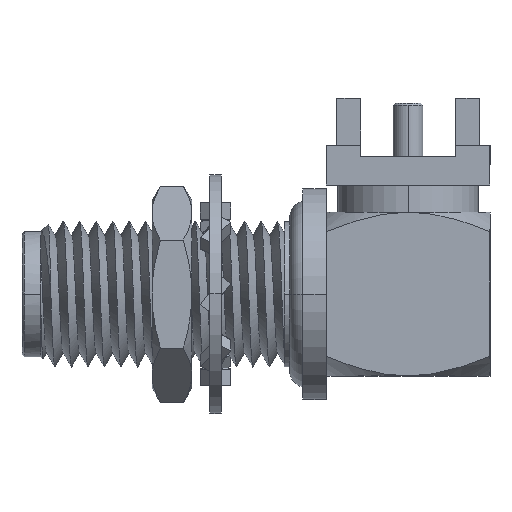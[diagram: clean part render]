
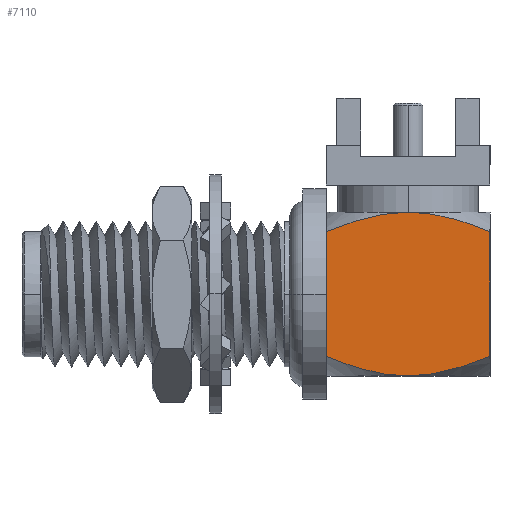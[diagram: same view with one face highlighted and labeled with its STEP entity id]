
A CAD part, top view. The second image highlights one B-rep face of the part: STEP entity #7110.
In plain terms, the highlighted planar face has unit normal (0, 0, 1).
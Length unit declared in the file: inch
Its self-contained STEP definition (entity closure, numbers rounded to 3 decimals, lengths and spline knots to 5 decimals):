
#7 = CARTESIAN_POINT ( 'NONE',  ( 0.03295, -0.1378, 0.1378 ) ) ;
#334 = CARTESIAN_POINT ( 'NONE',  ( 0.25167, -0.11568, 0.1378 ) ) ;
#823 = CARTESIAN_POINT ( 'NONE',  ( 0.1378, -0.1378, 0.1378 ) ) ;
#894 = CARTESIAN_POINT ( 'NONE',  ( 0.25978, -0.09334, 0.1378 ) ) ;
#1204 = CARTESIAN_POINT ( 'NONE',  ( 0.24264, -0.1378, 0.1378 ) ) ;
#1722 = CARTESIAN_POINT ( 'NONE',  ( 0.03295, -0.1378, 0.1378 ) ) ;
#1949 = B_SPLINE_CURVE_WITH_KNOTS ( 'NONE', 3,
 ( #19839, #334, #894, #5210, #2718, #7293 ),
 .UNSPECIFIED., .F., .F.,
 ( 4, 2, 4 ),
 ( 0., 0.0018, 0.0036 ),
 .UNSPECIFIED. ) ;
#2718 = CARTESIAN_POINT ( 'NONE',  ( 0.27559, -0.02428, 0.1378 ) ) ;
#3318 = VERTEX_POINT ( 'NONE', #20697 ) ;
#3617 = ORIENTED_EDGE ( 'NONE', *, *, #7500, .T. ) ;
#3872 = LINE ( 'NONE', #22793, #19041 ) ;
#4203 = CARTESIAN_POINT ( 'NONE',  ( 0.24264, 0.1378, 0.1378 ) ) ;
#4891 = EDGE_LOOP ( 'NONE', ( #5065, #3617, #23387, #12532, #9053, #9516 ) ) ;
#5065 = ORIENTED_EDGE ( 'NONE', *, *, #11720, .T. ) ;
#5210 = CARTESIAN_POINT ( 'NONE',  ( 0.27179, -0.04765, 0.1378 ) ) ;
#5272 = EDGE_CURVE ( 'NONE', #20255, #23138, #3872, .T. ) ;
#5869 = CARTESIAN_POINT ( 'NONE',  ( 0.27559, 0., 0.1378 ) ) ;
#5940 = VERTEX_POINT ( 'NONE', #1204 ) ;
#6139 = CARTESIAN_POINT ( 'NONE',  ( 0.25983, 0.0932, 0.1378 ) ) ;
#6552 = CARTESIAN_POINT ( 'NONE',  ( 0., -0.02399, 0.1378 ) ) ;
#7110 = ADVANCED_FACE ( 'NONE', ( #26210 ), #7177, .T. ) ;
#7177 = PLANE ( 'NONE',  #11077 ) ;
#7293 = CARTESIAN_POINT ( 'NONE',  ( 0.27559, 0., 0.1378 ) ) ;
#7500 = EDGE_CURVE ( 'NONE', #21632, #20255, #24305, .T. ) ;
#7547 = EDGE_CURVE ( 'NONE', #3318, #15146, #19731, .T. ) ;
#7582 = DIRECTION ( 'NONE',  ( 0., -1., 0. ) ) ;
#7722 = DIRECTION ( 'NONE',  ( 0., 0., 1. ) ) ;
#8227 = CARTESIAN_POINT ( 'NONE',  ( 0.27186, 0.04733, 0.1378 ) ) ;
#8509 = CARTESIAN_POINT ( 'NONE',  ( 0., 0., 0.1378 ) ) ;
#9053 = ORIENTED_EDGE ( 'NONE', *, *, #7547, .T. ) ;
#9516 = ORIENTED_EDGE ( 'NONE', *, *, #22598, .T. ) ;
#9527 = CARTESIAN_POINT ( 'NONE',  ( 0.27559, 0., 0.1378 ) ) ;
#10088 = CARTESIAN_POINT ( 'NONE',  ( 0.03295, 0.1378, 0.1378 ) ) ;
#11077 = AXIS2_PLACEMENT_3D ( 'NONE', #17920, #7722, #7582 ) ;
#11720 = EDGE_CURVE ( 'NONE', #5940, #21632, #1949, .T. ) ;
#12446 = EDGE_CURVE ( 'NONE', #23138, #3318, #13060, .T. ) ;
#12532 = ORIENTED_EDGE ( 'NONE', *, *, #12446, .T. ) ;
#12542 = DIRECTION ( 'NONE',  ( -1., 0., 0. ) ) ;
#12664 = VECTOR ( 'NONE', #17440, 39.37008 ) ;
#12865 = CARTESIAN_POINT ( 'NONE',  ( 0.01576, -0.0932, 0.1378 ) ) ;
#13060 = B_SPLINE_CURVE_WITH_KNOTS ( 'NONE', 3,
 ( #10088, #20528, #16261, #16525, #20798, #22589 ),
 .UNSPECIFIED., .F., .F.,
 ( 4, 2, 4 ),
 ( 0., 0.0018, 0.0036 ),
 .UNSPECIFIED. ) ;
#14687 = CARTESIAN_POINT ( 'NONE',  ( 0.27559, 0.02399, 0.1378 ) ) ;
#15097 = CARTESIAN_POINT ( 'NONE',  ( 0.02394, -0.11572, 0.1378 ) ) ;
#15146 = VERTEX_POINT ( 'NONE', #1722 ) ;
#15291 = CARTESIAN_POINT ( 'NONE',  ( 0.24264, 0.1378, 0.1378 ) ) ;
#16261 = CARTESIAN_POINT ( 'NONE',  ( 0.01581, 0.09334, 0.1378 ) ) ;
#16525 = CARTESIAN_POINT ( 'NONE',  ( 0.0038, 0.04765, 0.1378 ) ) ;
#17440 = DIRECTION ( 'NONE',  ( 1., 0., 0. ) ) ;
#17920 = CARTESIAN_POINT ( 'NONE',  ( -0.00039, 0.13819, 0.1378 ) ) ;
#19041 = VECTOR ( 'NONE', #12542, 39.37008 ) ;
#19102 = CARTESIAN_POINT ( 'NONE',  ( 0.00373, -0.04733, 0.1378 ) ) ;
#19731 = B_SPLINE_CURVE_WITH_KNOTS ( 'NONE', 3,
 ( #8509, #6552, #19102, #12865, #15097, #7 ),
 .UNSPECIFIED., .F., .F.,
 ( 4, 2, 4 ),
 ( 0., 0.0018, 0.0036 ),
 .UNSPECIFIED. ) ;
#19839 = CARTESIAN_POINT ( 'NONE',  ( 0.24264, -0.1378, 0.1378 ) ) ;
#20255 = VERTEX_POINT ( 'NONE', #15291 ) ;
#20528 = CARTESIAN_POINT ( 'NONE',  ( 0.02392, 0.11568, 0.1378 ) ) ;
#20697 = CARTESIAN_POINT ( 'NONE',  ( 0., 0., 0.1378 ) ) ;
#20798 = CARTESIAN_POINT ( 'NONE',  ( 0., 0.02428, 0.1378 ) ) ;
#21632 = VERTEX_POINT ( 'NONE', #9527 ) ;
#22589 = CARTESIAN_POINT ( 'NONE',  ( 0., 0., 0.1378 ) ) ;
#22598 = EDGE_CURVE ( 'NONE', #15146, #5940, #24179, .T. ) ;
#22793 = CARTESIAN_POINT ( 'NONE',  ( 0.1378, 0.1378, 0.1378 ) ) ;
#23112 = CARTESIAN_POINT ( 'NONE',  ( 0.25165, 0.11572, 0.1378 ) ) ;
#23138 = VERTEX_POINT ( 'NONE', #25530 ) ;
#23387 = ORIENTED_EDGE ( 'NONE', *, *, #5272, .T. ) ;
#24179 = LINE ( 'NONE', #823, #12664 ) ;
#24305 = B_SPLINE_CURVE_WITH_KNOTS ( 'NONE', 3,
 ( #5869, #14687, #8227, #6139, #23112, #4203 ),
 .UNSPECIFIED., .F., .F.,
 ( 4, 2, 4 ),
 ( 0., 0.0018, 0.0036 ),
 .UNSPECIFIED. ) ;
#25530 = CARTESIAN_POINT ( 'NONE',  ( 0.03295, 0.1378, 0.1378 ) ) ;
#26210 = FACE_OUTER_BOUND ( 'NONE', #4891, .T. ) ;
